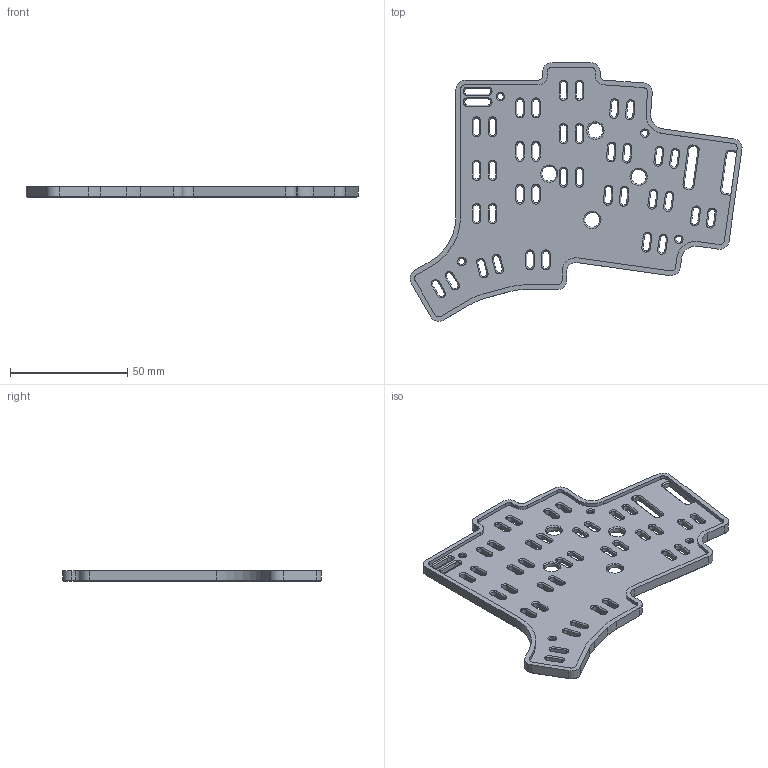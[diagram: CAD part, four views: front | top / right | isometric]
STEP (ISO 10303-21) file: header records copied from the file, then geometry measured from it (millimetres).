
FILE_DESCRIPTION(/* description */ (''),/* implementation_level */ '2;1');
FILE_NAME(/* name */ 'MUSUBI_CASE_RIGHT.step',/* time_stamp */ '2023-01-06T14:11:41-05:00',/* author */ (''),/* organization */ (''),/* preprocessor_version */ 'ST-DEVELOPER v19.2',/* originating_system */ 'Autodesk Translation Framework v11.17.0.187',/* authorisation */ '');
FILE_SCHEMA (('AUTOMOTIVE_DESIGN { 1 0 10303 214 3 1 1 }'));
Length unit declared in the file: millimetre
Products named in the file (2): NORI_CASE_LEFT; case_bottom(Mirror) (1)
Assembly tree (1 placements, depth 2):
  NORI_CASE_LEFT
    case_bottom(Mirror) (1)
Bounding box: 141.53 x 110.31 x 4.6 mm (x, y, z)
Volume: 25954.7 mm3; surface area: 22242.8 mm2
Topology: 1 solids, 1 shells, 692 faces, 1673 edges, 982 vertices
Faces by surface type: plane 361, cone 195, cylinder 136
Full cylindrical faces by diameter (mm): 2.6 x4, 6.4 x4
Entity records: 19959 total; most frequent: DIRECTION 3526, CARTESIAN_POINT 3390, ORIENTED_EDGE 3346, EDGE_CURVE 1673, LINE 1184, VECTOR 1184, AXIS2_PLACEMENT_3D 1171, VERTEX_POINT 982
